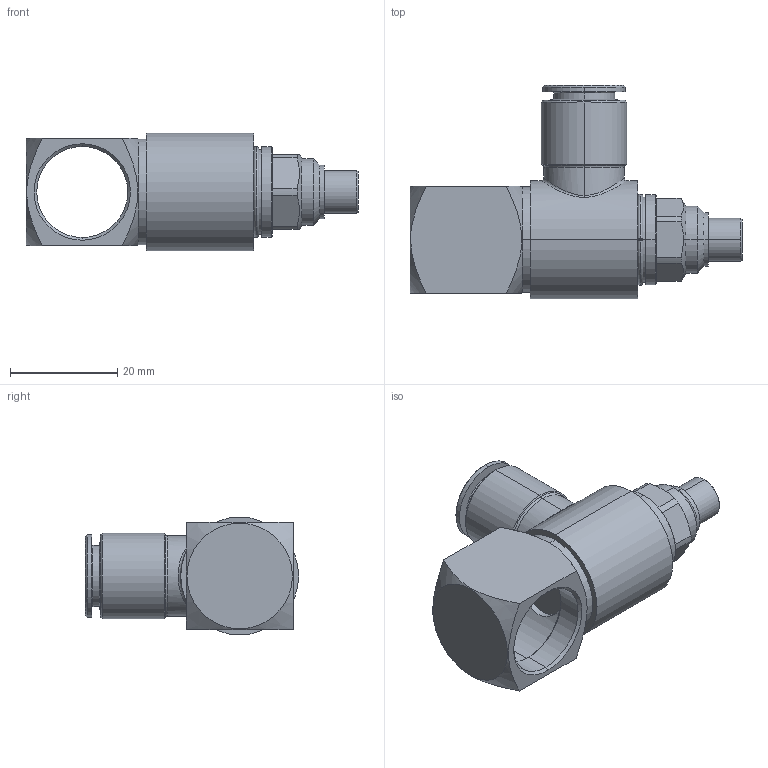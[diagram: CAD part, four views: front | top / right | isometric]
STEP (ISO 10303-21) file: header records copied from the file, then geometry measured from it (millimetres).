
FILE_DESCRIPTION (( 'STEP AP203' ), '1' );
FILE_NAME ('04390U53.STEP', '2011-07-04T15:26:27', ( '' ), ( 'sopra-pneumatic' ), 'SwSTEP 2.0', 'SolidWorks 2011', '' );
FILE_SCHEMA (( 'CONFIG_CONTROL_DESIGN' ));
Length unit declared in the file: millimetre
Products named in the file (1): 04390U53
Bounding box: 62 x 39.8 x 22 mm (x, y, z)
Volume: 15857.7 mm3; surface area: 7229.3 mm2
Topology: 2 solids, 4 shells, 127 faces, 277 edges, 168 vertices
Faces by surface type: cylinder 47, cone 41, plane 33, torus 4, bspline 2
Entity records: 4296 total; most frequent: CARTESIAN_POINT 1448, DIRECTION 599, ORIENTED_EDGE 554, EDGE_CURVE 277, AXIS2_PLACEMENT_3D 243, VERTEX_POINT 168, EDGE_LOOP 139, ADVANCED_FACE 127
